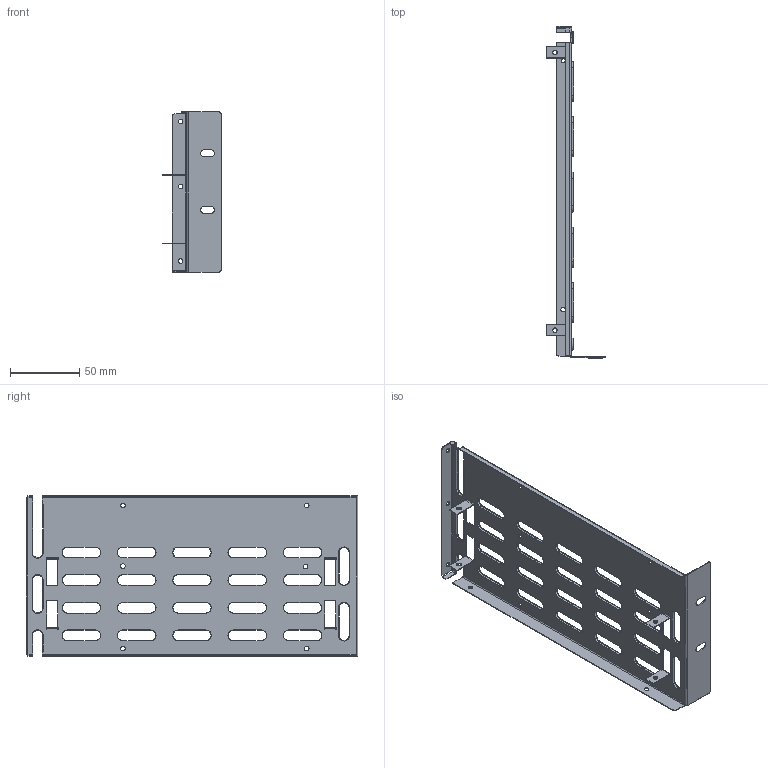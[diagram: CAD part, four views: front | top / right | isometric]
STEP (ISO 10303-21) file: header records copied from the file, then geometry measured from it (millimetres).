
FILE_DESCRIPTION (( 'STEP AP203' ), '1' );
FILE_NAME ('Condensor coil_RHS.STEP', '2024-06-20T10:24:48', ( '' ), ( '' ), 'SwSTEP 2.0', 'SolidWorks 2024', '' );
FILE_SCHEMA (( 'CONFIG_CONTROL_DESIGN' ));
Length unit declared in the file: millimetre
Products named in the file (1): Condensor coil_RHS
Bounding box: 42.4 x 240 x 116 mm (x, y, z)
Volume: 19034.7 mm3; surface area: 65333.4 mm2
Topology: 1 solids, 1 shells, 527 faces, 1327 edges, 825 vertices
Faces by surface type: plane 302, cylinder 113, cone 108, bspline 4
Entity records: 16003 total; most frequent: CARTESIAN_POINT 2884, DIRECTION 2742, ORIENTED_EDGE 2654, EDGE_CURVE 1327, VECTOR 924, LINE 924, AXIS2_PLACEMENT_3D 909, VERTEX_POINT 825
